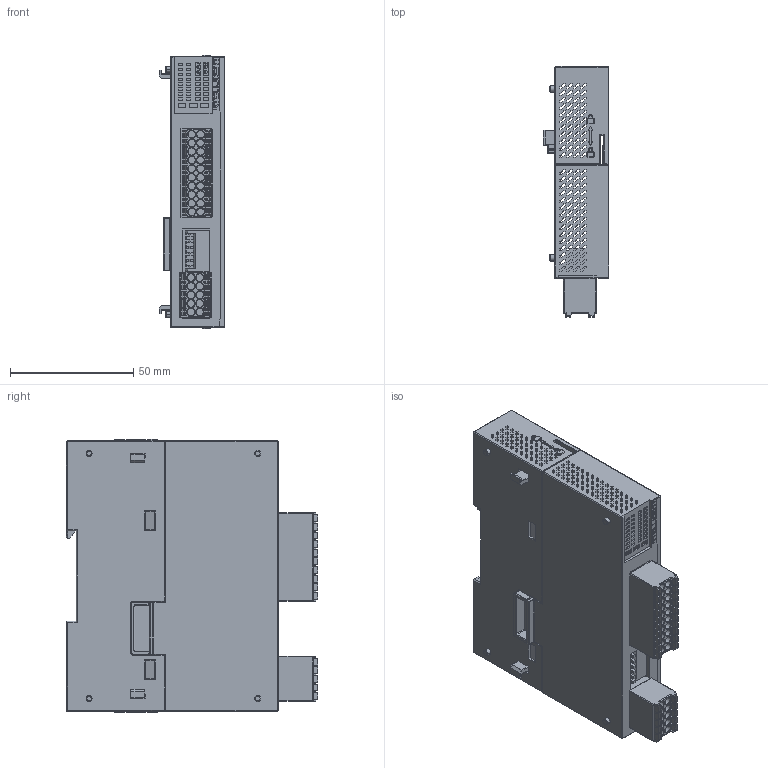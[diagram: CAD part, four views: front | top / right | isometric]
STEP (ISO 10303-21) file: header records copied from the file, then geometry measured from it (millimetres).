
FILE_DESCRIPTION((''),'2;1');
FILE_NAME('RT-ZP-RA-0200-WT','2025-10-15T15:08:59',('ruiwe'),(''),'CREO PARAMETRIC BY PTC INC, 2021063','CREO PARAMETRIC BY PTC INC, 2021063','');
FILE_SCHEMA(('CONFIG_CONTROL_DESIGN'));
Products named in the file (1): RT-ZP-RA-0200-WT
Bounding box: 26.7 x 102.1 x 111 mm (x, y, z)
Volume: 29362.5 mm3; surface area: 84903.6 mm2
Topology: 1 solids, 78 shells, 4778 faces, 12955 edges, 8287 vertices
Faces by surface type: plane 3451, cylinder 909, cone 164, torus 110, sphere 109, bspline 35
Entity records: 151988 total; most frequent: CARTESIAN_POINT 31389, ORIENTED_EDGE 25429, DIRECTION 23541, EDGE_CURVE 12855, VECTOR 10623, LINE 10623, VERTEX_POINT 8287, AXIS2_PLACEMENT_3D 6459
